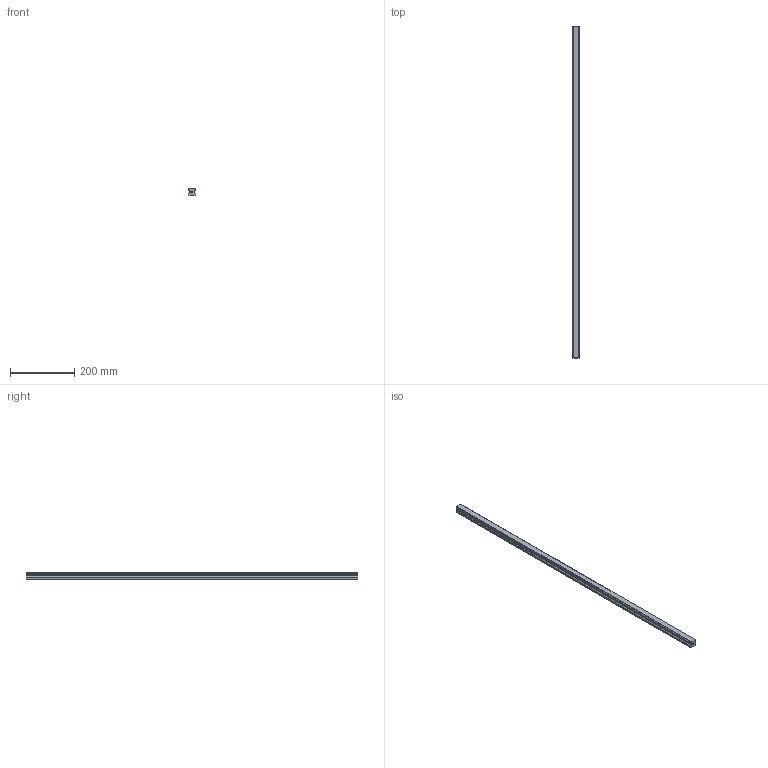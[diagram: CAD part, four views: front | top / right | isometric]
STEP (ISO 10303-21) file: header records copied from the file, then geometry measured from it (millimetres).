
FILE_DESCRIPTION(('STEP AP214'),'1');
FILE_NAME('cctmp_CB4BF249-9FD8-4A4F-99C6-02537A775060_2021_01_25_14_35_32_0965..stp','2021-01-25T13:35:33',('HIWIN GmbH'),('CADClick - www.CADClick.com'),'Spatial InterOp 3D',' ','unknown authorization');
FILE_SCHEMA(('AUTOMOTIVE_DESIGN'));
Length unit declared in the file: millimetre
Products named in the file (1): HGR25T1030C_FILE
Bounding box: 23 x 1030 x 22 mm (x, y, z)
Volume: 445370.5 mm3; surface area: 98313.5 mm2
Topology: 1 solids, 1 shells, 230 faces, 689 edges, 431 vertices
Faces by surface type: plane 140, cylinder 56, cone 34
Entity records: 9415 total; most frequent: DIRECTION 1365, CARTESIAN_POINT 1317, ORIENTED_EDGE 1310, EDGE_CURVE 655, AXIS2_PLACEMENT_3D 479, VERTEX_POINT 431, LINE 407, VECTOR 407
